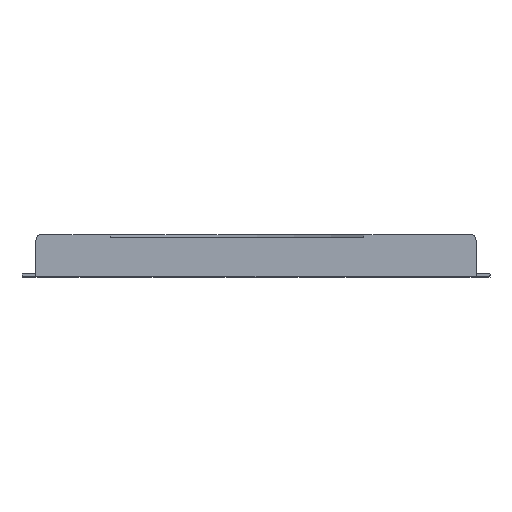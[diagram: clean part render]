
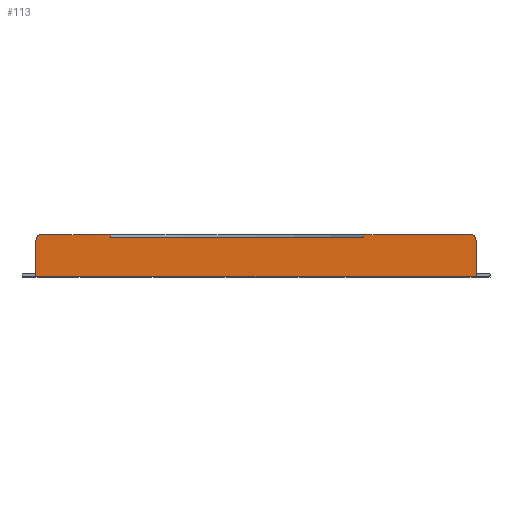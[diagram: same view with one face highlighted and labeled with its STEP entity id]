
A CAD part, top view. The second image highlights one B-rep face of the part: STEP entity #113.
In plain terms, the highlighted planar face has unit normal (0, 0, 1).
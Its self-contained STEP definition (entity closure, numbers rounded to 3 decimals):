
#22 = EDGE_CURVE ( 'NONE', #2863, #2213, #2775, .T. ) ;
#103 = VERTEX_POINT ( 'NONE', #1080 ) ;
#113 = ADVANCED_FACE ( 'NONE', ( #2839 ), #2268, .F. ) ;
#127 = LINE ( 'NONE', #1148, #555 ) ;
#133 = VERTEX_POINT ( 'NONE', #650 ) ;
#198 = EDGE_CURVE ( 'NONE', #2904, #984, #2097, .T. ) ;
#247 = EDGE_CURVE ( 'NONE', #103, #1075, #127, .T. ) ;
#277 = AXIS2_PLACEMENT_3D ( 'NONE', #1166, #1619, #1173 ) ;
#316 = CARTESIAN_POINT ( 'NONE',  ( 3.864, 1.4, 8.54 ) ) ;
#381 = EDGE_CURVE ( 'NONE', #2841, #1075, #925, .T. ) ;
#450 = DIRECTION ( 'NONE',  ( 0., -1., 0. ) ) ;
#452 = CARTESIAN_POINT ( 'NONE',  ( -7.875, 1.5, 8.54 ) ) ;
#459 = CIRCLE ( 'NONE', #277, 0.2 ) ;
#472 = EDGE_CURVE ( 'NONE', #954, #133, #864, .T. ) ;
#555 = VECTOR ( 'NONE', #1595, 1000. ) ;
#558 = CARTESIAN_POINT ( 'NONE',  ( 3.864, 1.4, 8.54 ) ) ;
#619 = ORIENTED_EDGE ( 'NONE', *, *, #472, .T. ) ;
#650 = CARTESIAN_POINT ( 'NONE',  ( -7.875, 1.3, 8.54 ) ) ;
#672 = ORIENTED_EDGE ( 'NONE', *, *, #927, .T. ) ;
#683 = EDGE_LOOP ( 'NONE', ( #1644, #2014, #2618, #619, #2151, #2399, #2819, #672, #1705, #1311 ) ) ;
#695 = VECTOR ( 'NONE', #1141, 1000. ) ;
#739 = CARTESIAN_POINT ( 'NONE',  ( -7.875, 1.5, 8.54 ) ) ;
#812 = DIRECTION ( 'NONE',  ( 0., 0., 1. ) ) ;
#864 = CIRCLE ( 'NONE', #955, 0.2 ) ;
#889 = CARTESIAN_POINT ( 'NONE',  ( -5.206, 1.4, 8.54 ) ) ;
#925 = LINE ( 'NONE', #1210, #1548 ) ;
#927 = EDGE_CURVE ( 'NONE', #2841, #1628, #459, .T. ) ;
#954 = VERTEX_POINT ( 'NONE', #1005 ) ;
#955 = AXIS2_PLACEMENT_3D ( 'NONE', #2396, #812, #1047 ) ;
#984 = VERTEX_POINT ( 'NONE', #2135 ) ;
#1005 = CARTESIAN_POINT ( 'NONE',  ( -7.675, 1.5, 8.54 ) ) ;
#1047 = DIRECTION ( 'NONE',  ( -1., 0., 0. ) ) ;
#1075 = VERTEX_POINT ( 'NONE', #2864 ) ;
#1080 = CARTESIAN_POINT ( 'NONE',  ( -7.875, 0., 8.54 ) ) ;
#1110 = CARTESIAN_POINT ( 'NONE',  ( -7.875, 1.5, 8.54 ) ) ;
#1141 = DIRECTION ( 'NONE',  ( 0., 1., 0. ) ) ;
#1148 = CARTESIAN_POINT ( 'NONE',  ( -7.875, 0., 8.54 ) ) ;
#1166 = CARTESIAN_POINT ( 'NONE',  ( 7.675, 1.3, 8.54 ) ) ;
#1173 = DIRECTION ( 'NONE',  ( -1., 0., 0. ) ) ;
#1199 = EDGE_CURVE ( 'NONE', #133, #103, #1886, .T. ) ;
#1205 = DIRECTION ( 'NONE',  ( 1., 0., 0. ) ) ;
#1210 = CARTESIAN_POINT ( 'NONE',  ( 7.875, 1.5, 8.54 ) ) ;
#1228 = VECTOR ( 'NONE', #2947, 1000. ) ;
#1311 = ORIENTED_EDGE ( 'NONE', *, *, #22, .T. ) ;
#1325 = DIRECTION ( 'NONE',  ( -1., 0., 0. ) ) ;
#1328 = CARTESIAN_POINT ( 'NONE',  ( 3.864, 1.5, 8.54 ) ) ;
#1354 = DIRECTION ( 'NONE',  ( 0., 0., -1. ) ) ;
#1367 = AXIS2_PLACEMENT_3D ( 'NONE', #1110, #1354, #1325 ) ;
#1494 = DIRECTION ( 'NONE',  ( 1., 0., 0. ) ) ;
#1520 = VECTOR ( 'NONE', #1494, 1000. ) ;
#1548 = VECTOR ( 'NONE', #2827, 1000. ) ;
#1595 = DIRECTION ( 'NONE',  ( 1., 0., 0. ) ) ;
#1619 = DIRECTION ( 'NONE',  ( 0., 0., 1. ) ) ;
#1628 = VERTEX_POINT ( 'NONE', #2438 ) ;
#1644 = ORIENTED_EDGE ( 'NONE', *, *, #2670, .F. ) ;
#1705 = ORIENTED_EDGE ( 'NONE', *, *, #1823, .F. ) ;
#1739 = CARTESIAN_POINT ( 'NONE',  ( -7.875, 1.5, 8.54 ) ) ;
#1823 = EDGE_CURVE ( 'NONE', #2863, #1628, #2470, .T. ) ;
#1886 = LINE ( 'NONE', #1739, #2713 ) ;
#1986 = VECTOR ( 'NONE', #1205, 1000. ) ;
#2014 = ORIENTED_EDGE ( 'NONE', *, *, #198, .T. ) ;
#2089 = CARTESIAN_POINT ( 'NONE',  ( -5.206, 1.4, 8.54 ) ) ;
#2097 = LINE ( 'NONE', #2089, #695 ) ;
#2114 = EDGE_CURVE ( 'NONE', #954, #984, #2737, .T. ) ;
#2135 = CARTESIAN_POINT ( 'NONE',  ( -5.206, 1.5, 8.54 ) ) ;
#2151 = ORIENTED_EDGE ( 'NONE', *, *, #1199, .T. ) ;
#2161 = DIRECTION ( 'NONE',  ( 0., -1., 0. ) ) ;
#2198 = CARTESIAN_POINT ( 'NONE',  ( -7.875, 1.4, 8.54 ) ) ;
#2213 = VERTEX_POINT ( 'NONE', #316 ) ;
#2268 = PLANE ( 'NONE',  #1367 ) ;
#2396 = CARTESIAN_POINT ( 'NONE',  ( -7.675, 1.3, 8.54 ) ) ;
#2399 = ORIENTED_EDGE ( 'NONE', *, *, #247, .T. ) ;
#2438 = CARTESIAN_POINT ( 'NONE',  ( 7.675, 1.5, 8.54 ) ) ;
#2440 = LINE ( 'NONE', #2198, #1520 ) ;
#2470 = LINE ( 'NONE', #452, #1228 ) ;
#2618 = ORIENTED_EDGE ( 'NONE', *, *, #2114, .F. ) ;
#2670 = EDGE_CURVE ( 'NONE', #2904, #2213, #2440, .T. ) ;
#2713 = VECTOR ( 'NONE', #450, 1000. ) ;
#2714 = VECTOR ( 'NONE', #2161, 1000. ) ;
#2737 = LINE ( 'NONE', #739, #1986 ) ;
#2775 = LINE ( 'NONE', #558, #2714 ) ;
#2819 = ORIENTED_EDGE ( 'NONE', *, *, #381, .F. ) ;
#2827 = DIRECTION ( 'NONE',  ( 0., -1., 0. ) ) ;
#2839 = FACE_OUTER_BOUND ( 'NONE', #683, .T. ) ;
#2841 = VERTEX_POINT ( 'NONE', #2929 ) ;
#2863 = VERTEX_POINT ( 'NONE', #1328 ) ;
#2864 = CARTESIAN_POINT ( 'NONE',  ( 7.875, 0., 8.54 ) ) ;
#2904 = VERTEX_POINT ( 'NONE', #889 ) ;
#2929 = CARTESIAN_POINT ( 'NONE',  ( 7.875, 1.3, 8.54 ) ) ;
#2947 = DIRECTION ( 'NONE',  ( 1., 0., 0. ) ) ;
